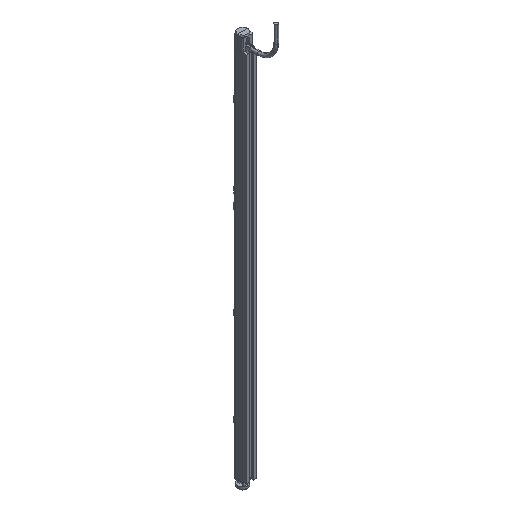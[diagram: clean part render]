
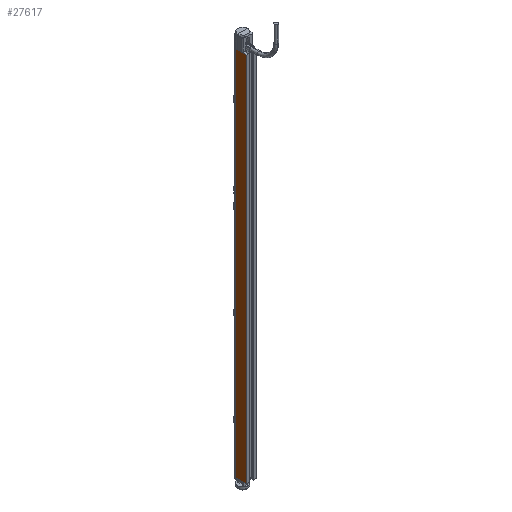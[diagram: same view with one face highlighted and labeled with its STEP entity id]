
A CAD part, isometric view. The second image highlights one B-rep face of the part: STEP entity #27617.
In plain terms, the highlighted planar face has unit normal (-1, 0, 0).
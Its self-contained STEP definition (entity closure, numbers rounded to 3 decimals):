
#1=DIRECTION('',(0.,0.,-1.));
#2=VECTOR('',#1,433.45);
#3=CARTESIAN_POINT('',(-6.,4.973,214.5));
#4=LINE('',#3,#2);
#5=DIRECTION('',(0.,-1.,0.));
#6=VECTOR('',#5,13.223);
#7=CARTESIAN_POINT('',(-6.,4.973,-218.95));
#8=LINE('',#7,#6);
#109=DIRECTION('',(0.,0.,1.));
#110=VECTOR('',#109,433.45);
#111=CARTESIAN_POINT('',(-6.,-8.25,-218.95));
#112=LINE('',#111,#110);
#117=DIRECTION('',(0.,-1.,0.));
#118=VECTOR('',#117,13.223);
#119=CARTESIAN_POINT('',(-6.,4.973,214.5));
#120=LINE('',#119,#118);
#25174=CARTESIAN_POINT('',(-6.,-8.25,-218.95));
#25175=CARTESIAN_POINT('',(-6.,-8.25,214.5));
#25176=VERTEX_POINT('',#25174);
#25177=VERTEX_POINT('',#25175);
#25214=CARTESIAN_POINT('',(-6.,4.973,-218.95));
#25215=VERTEX_POINT('',#25214);
#25218=CARTESIAN_POINT('',(-6.,4.973,214.5));
#25219=VERTEX_POINT('',#25218);
#27602=CARTESIAN_POINT('',(-6.,5.317,-218.95));
#27603=DIRECTION('',(-1.,0.,0.));
#27604=DIRECTION('',(0.,-1.,0.));
#27605=AXIS2_PLACEMENT_3D('',#27602,#27603,#27604);
#27606=PLANE('',#27605);
#27608=ORIENTED_EDGE('',*,*,#27607,.F.);
#27610=ORIENTED_EDGE('',*,*,#27609,.F.);
#27612=ORIENTED_EDGE('',*,*,#27611,.T.);
#27614=ORIENTED_EDGE('',*,*,#27613,.F.);
#27615=EDGE_LOOP('',(#27608,#27610,#27612,#27614));
#27616=FACE_OUTER_BOUND('',#27615,.F.);
#27617=ADVANCED_FACE('',(#27616),#27606,.T.);
#27607=EDGE_CURVE('',#25215,#25176,#8,.T.);
#27609=EDGE_CURVE('',#25219,#25215,#4,.T.);
#27611=EDGE_CURVE('',#25219,#25177,#120,.T.);
#27613=EDGE_CURVE('',#25176,#25177,#112,.T.);
